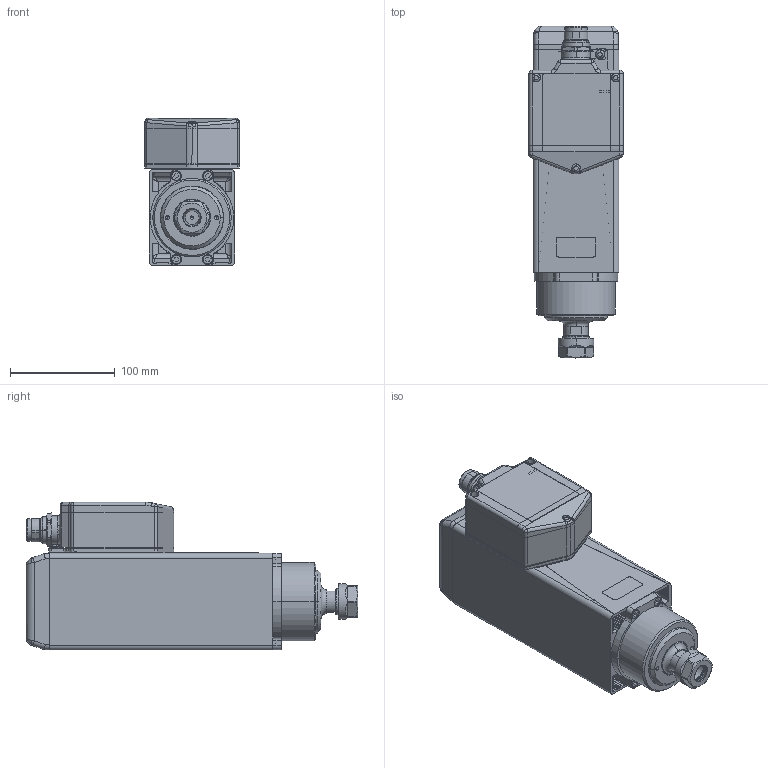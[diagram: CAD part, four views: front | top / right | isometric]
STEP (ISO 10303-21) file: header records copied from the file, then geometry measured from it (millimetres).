
FILE_DESCRIPTION (( 'STEP AP203' ), '1' );
FILE_NAME ('4hp Spindle.STEP', '2025-07-22T20:24:46', ( 'crpadmin' ), ( '' ), 'SwSTEP 2.0', 'SolidWorks 2025', '' );
FILE_SCHEMA (( 'CONFIG_CONTROL_DESIGN' ));
Products named in the file (1): 4hp Spindle
Bounding box: 90 x 317.4 x 141.1 mm (x, y, z)
Surface area: 297267.6 mm2 (no closed solid volume)
Topology: 0 solids, 31 shells, 1253 faces, 3387 edges, 2116 vertices
Faces by surface type: cylinder 603, plane 369, torus 169, cone 66, bspline 40, sphere 6
Entity records: 53671 total; most frequent: CARTESIAN_POINT 29135, ORIENTED_EDGE 6227, EDGE_CURVE 3346, B_SPLINE_CURVE_WITH_KNOTS 3110, DIRECTION 2694, VERTEX_POINT 2112, EDGE_LOOP 1411, AXIS2_PLACEMENT_3D 1263
